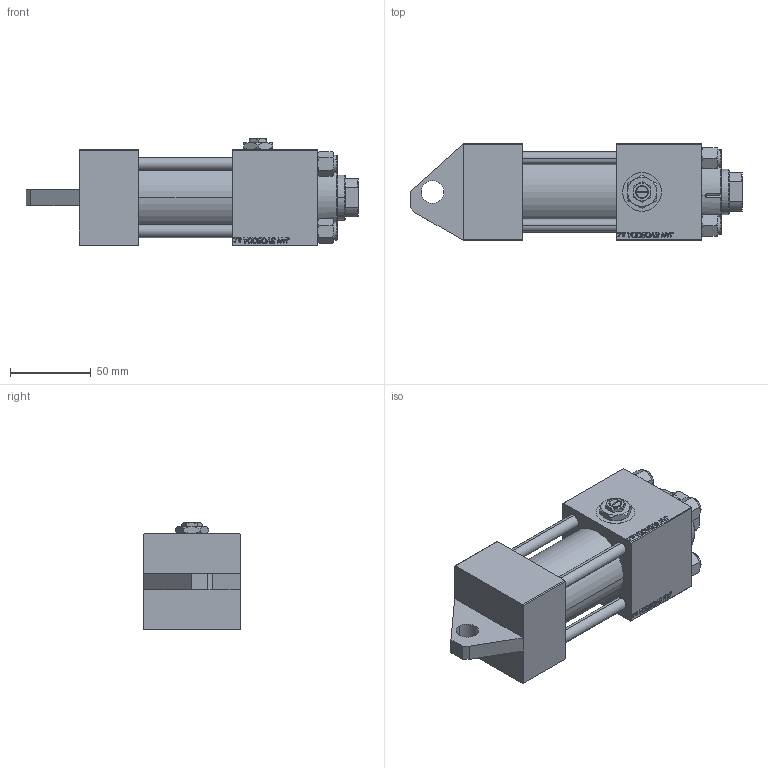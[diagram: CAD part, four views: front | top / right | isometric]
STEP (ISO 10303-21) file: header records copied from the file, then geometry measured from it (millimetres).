
FILE_DESCRIPTION (( 'STEP AP203' ), '1' );
FILE_NAME ('53d3.STEP', '2022-04-15T19:45:27', ( '' ), ( '' ), 'SwSTEP 2.0', 'SolidWorks 2019', '' );
FILE_SCHEMA (( 'CONFIG_CONTROL_DESIGN' ));
Length unit declared in the file: millimetre
Products named in the file (7): V215_VC_A 7f95cf4584f4a3f69fd7426080ac948f; NUT_M5_I 7f95cf4584f4a3f69fd7426080ac948f; Zatka_pro_OIL_PORT 7f95cf4584f4a3f69fd7426080ac948f; V215CR_I_Body 7f95cf4584f4a3f69fd7426080ac948f; 53d3; V215CR_VCP_I 7f95cf4584f4a3f69fd7426080ac948f; V215CR_TYCINKA_I 7f95cf4584f4a3f69fd7426080ac948f
Assembly tree (12 placements, depth 2):
  53d3
    V215CR_I_Body 7f95cf4584f4a3f69fd7426080ac948f
    V215CR_VCP_I 7f95cf4584f4a3f69fd7426080ac948f
    V215CR_TYCINKA_I 7f95cf4584f4a3f69fd7426080ac948f  x4
    NUT_M5_I 7f95cf4584f4a3f69fd7426080ac948f  x4
    V215_VC_A 7f95cf4584f4a3f69fd7426080ac948f
    Zatka_pro_OIL_PORT 7f95cf4584f4a3f69fd7426080ac948f
Bounding box: 206 x 60 x 67 mm (x, y, z)
Volume: 436411 mm3; surface area: 116665.3 mm2
Topology: 12 solids, 12 shells, 1133 faces, 2857 edges, 1846 vertices
Faces by surface type: plane 525, bspline 360, cone 152, cylinder 88, torus 8
Entity records: 48051 total; most frequent: CARTESIAN_POINT 24972, ORIENTED_EDGE 5198, DIRECTION 3346, EDGE_CURVE 2599, VERTEX_POINT 1702, LINE 1562, VECTOR 1562, EDGE_LOOP 1131
